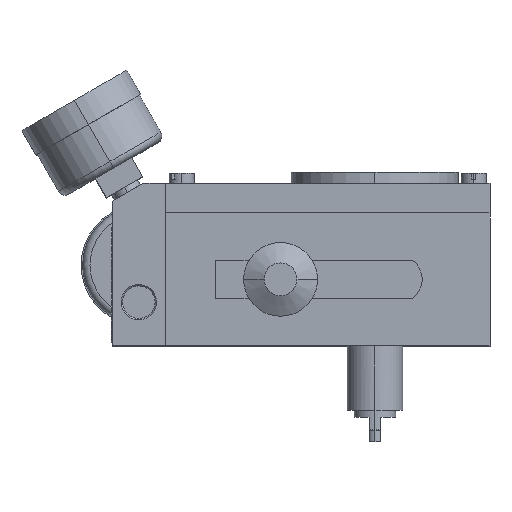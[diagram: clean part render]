
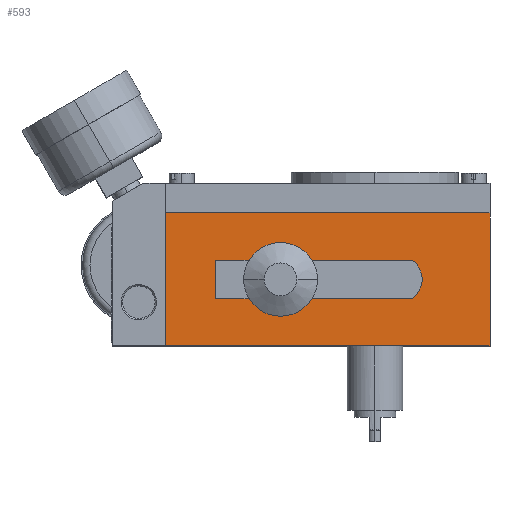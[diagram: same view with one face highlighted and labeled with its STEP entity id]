
A CAD part, top view. The second image highlights one B-rep face of the part: STEP entity #593.
In plain terms, the highlighted planar face has unit normal (0, 0, 1).
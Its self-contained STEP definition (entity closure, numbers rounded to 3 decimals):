
#15 = EDGE_LOOP ( 'NONE', ( #14286, #14290, #10438, #9600, #8239, #12565, #12897, #1028 ) ) ;
#66 = VECTOR ( 'NONE', #6102, 1000. ) ;
#113 = EDGE_LOOP ( 'NONE', ( #9662, #2988, #10512, #1145 ) ) ;
#260 = DIRECTION ( 'NONE',  ( 1., 0., 0. ) ) ;
#330 = VERTEX_POINT ( 'NONE', #13222 ) ;
#426 = EDGE_CURVE ( 'NONE', #6720, #8394, #1955, .T. ) ;
#483 = CARTESIAN_POINT ( 'NONE',  ( -54., -29., 45. ) ) ;
#593 = ADVANCED_FACE ( 'NONE', ( #14329, #2849 ), #5953, .T. ) ;
#773 = CARTESIAN_POINT ( 'NONE',  ( -71., -45., 45. ) ) ;
#805 = LINE ( 'NONE', #7008, #12321 ) ;
#850 = VERTEX_POINT ( 'NONE', #2550 ) ;
#989 = VECTOR ( 'NONE', #13908, 1000. ) ;
#1028 = ORIENTED_EDGE ( 'NONE', *, *, #2542, .F. ) ;
#1108 = VECTOR ( 'NONE', #13700, 1000. ) ;
#1145 = ORIENTED_EDGE ( 'NONE', *, *, #12335, .T. ) ;
#1319 = CARTESIAN_POINT ( 'NONE',  ( 12.664, -29., 45. ) ) ;
#1431 = LINE ( 'NONE', #9456, #10371 ) ;
#1508 = EDGE_CURVE ( 'NONE', #13469, #850, #8320, .T. ) ;
#1543 = CIRCLE ( 'NONE', #6512, 12.5 ) ;
#1639 = DIRECTION ( 'NONE',  ( 1., 0., 0. ) ) ;
#1955 = CIRCLE ( 'NONE', #9718, 12.5 ) ;
#2032 = CARTESIAN_POINT ( 'NONE',  ( -54., -29., 45. ) ) ;
#2292 = VERTEX_POINT ( 'NONE', #2032 ) ;
#2542 = EDGE_CURVE ( 'NONE', #8394, #4484, #805, .T. ) ;
#2550 = CARTESIAN_POINT ( 'NONE',  ( -54., -16., 45. ) ) ;
#2783 = EDGE_CURVE ( 'NONE', #4484, #7346, #9190, .T. ) ;
#2849 = FACE_BOUND ( 'NONE', #15, .T. ) ;
#2988 = ORIENTED_EDGE ( 'NONE', *, *, #10688, .F. ) ;
#3722 = EDGE_CURVE ( 'NONE', #7346, #10136, #7798, .T. ) ;
#4484 = VERTEX_POINT ( 'NONE', #1319 ) ;
#4570 = CARTESIAN_POINT ( 'NONE',  ( 12.664, -16., 45. ) ) ;
#4834 = AXIS2_PLACEMENT_3D ( 'NONE', #5553, #13302, #6656 ) ;
#5106 = CARTESIAN_POINT ( 'NONE',  ( -71., -45., 45. ) ) ;
#5369 = DIRECTION ( 'NONE',  ( 0., 1., 0. ) ) ;
#5442 = VERTEX_POINT ( 'NONE', #13968 ) ;
#5553 = CARTESIAN_POINT ( 'NONE',  ( 8., -22.5, 45. ) ) ;
#5618 = CARTESIAN_POINT ( 'NONE',  ( -21.323, -29., 45. ) ) ;
#5735 = AXIS2_PLACEMENT_3D ( 'NONE', #5106, #6366, #7471 ) ;
#5797 = LINE ( 'NONE', #13592, #8040 ) ;
#5953 = PLANE ( 'NONE',  #5735 ) ;
#6102 = DIRECTION ( 'NONE',  ( -1., 0., 0. ) ) ;
#6327 = DIRECTION ( 'NONE',  ( 0., 0., 1. ) ) ;
#6366 = DIRECTION ( 'NONE',  ( 0., 0., 1. ) ) ;
#6512 = AXIS2_PLACEMENT_3D ( 'NONE', #12977, #6327, #14086 ) ;
#6656 = DIRECTION ( 'NONE',  ( 1., 0., 0. ) ) ;
#6694 = EDGE_CURVE ( 'NONE', #10318, #330, #5797, .T. ) ;
#6706 = CARTESIAN_POINT ( 'NONE',  ( -42.677, -16., 45. ) ) ;
#6720 = VERTEX_POINT ( 'NONE', #13648 ) ;
#6802 = LINE ( 'NONE', #7260, #9400 ) ;
#7008 = CARTESIAN_POINT ( 'NONE',  ( -54., -29., 45. ) ) ;
#7061 = EDGE_CURVE ( 'NONE', #10136, #13469, #1543, .T. ) ;
#7067 = CARTESIAN_POINT ( 'NONE',  ( -54., -16., 45. ) ) ;
#7260 = CARTESIAN_POINT ( 'NONE',  ( -54., -16., 45. ) ) ;
#7346 = VERTEX_POINT ( 'NONE', #4570 ) ;
#7471 = DIRECTION ( 'NONE',  ( 1., 0., 0. ) ) ;
#7589 = VERTEX_POINT ( 'NONE', #13923 ) ;
#7798 = LINE ( 'NONE', #7067, #1108 ) ;
#8040 = VECTOR ( 'NONE', #8074, 1000. ) ;
#8074 = DIRECTION ( 'NONE',  ( 1., 0., 0. ) ) ;
#8082 = EDGE_CURVE ( 'NONE', #2292, #6720, #13216, .T. ) ;
#8239 = ORIENTED_EDGE ( 'NONE', *, *, #7061, .F. ) ;
#8320 = LINE ( 'NONE', #12750, #66 ) ;
#8358 = DIRECTION ( 'NONE',  ( 0., -1., 0. ) ) ;
#8394 = VERTEX_POINT ( 'NONE', #5618 ) ;
#8521 = CARTESIAN_POINT ( 'NONE',  ( -32., -22.5, 45. ) ) ;
#8697 = DIRECTION ( 'NONE',  ( 0., 1., 0. ) ) ;
#9190 = CIRCLE ( 'NONE', #4834, 8. ) ;
#9400 = VECTOR ( 'NONE', #8358, 1000. ) ;
#9456 = CARTESIAN_POINT ( 'NONE',  ( -71., -45., 45. ) ) ;
#9600 = ORIENTED_EDGE ( 'NONE', *, *, #1508, .F. ) ;
#9661 = EDGE_CURVE ( 'NONE', #5442, #7589, #1431, .T. ) ;
#9662 = ORIENTED_EDGE ( 'NONE', *, *, #6694, .F. ) ;
#9718 = AXIS2_PLACEMENT_3D ( 'NONE', #8521, #12903, #12859 ) ;
#10113 = CARTESIAN_POINT ( 'NONE',  ( -71., 0., 45. ) ) ;
#10136 = VERTEX_POINT ( 'NONE', #12006 ) ;
#10318 = VERTEX_POINT ( 'NONE', #10113 ) ;
#10371 = VECTOR ( 'NONE', #1639, 1000. ) ;
#10438 = ORIENTED_EDGE ( 'NONE', *, *, #14293, .F. ) ;
#10510 = VECTOR ( 'NONE', #5369, 1000. ) ;
#10512 = ORIENTED_EDGE ( 'NONE', *, *, #9661, .T. ) ;
#10688 = EDGE_CURVE ( 'NONE', #5442, #10318, #13452, .T. ) ;
#12006 = CARTESIAN_POINT ( 'NONE',  ( -21.323, -16., 45. ) ) ;
#12321 = VECTOR ( 'NONE', #260, 1000. ) ;
#12335 = EDGE_CURVE ( 'NONE', #7589, #330, #13282, .T. ) ;
#12565 = ORIENTED_EDGE ( 'NONE', *, *, #3722, .F. ) ;
#12750 = CARTESIAN_POINT ( 'NONE',  ( -54., -16., 45. ) ) ;
#12859 = DIRECTION ( 'NONE',  ( 1., 0., 0. ) ) ;
#12897 = ORIENTED_EDGE ( 'NONE', *, *, #2783, .F. ) ;
#12903 = DIRECTION ( 'NONE',  ( 0., 0., 1. ) ) ;
#12937 = VECTOR ( 'NONE', #8697, 1000. ) ;
#12977 = CARTESIAN_POINT ( 'NONE',  ( -32., -22.5, 45. ) ) ;
#13125 = CARTESIAN_POINT ( 'NONE',  ( 39., -45., 45. ) ) ;
#13216 = LINE ( 'NONE', #483, #989 ) ;
#13222 = CARTESIAN_POINT ( 'NONE',  ( 39., 0., 45. ) ) ;
#13282 = LINE ( 'NONE', #13125, #12937 ) ;
#13302 = DIRECTION ( 'NONE',  ( 0., 0., 1. ) ) ;
#13452 = LINE ( 'NONE', #773, #10510 ) ;
#13469 = VERTEX_POINT ( 'NONE', #6706 ) ;
#13592 = CARTESIAN_POINT ( 'NONE',  ( -71., 0., 45. ) ) ;
#13648 = CARTESIAN_POINT ( 'NONE',  ( -42.677, -29., 45. ) ) ;
#13700 = DIRECTION ( 'NONE',  ( -1., 0., 0. ) ) ;
#13908 = DIRECTION ( 'NONE',  ( 1., 0., 0. ) ) ;
#13923 = CARTESIAN_POINT ( 'NONE',  ( 39., -45., 45. ) ) ;
#13968 = CARTESIAN_POINT ( 'NONE',  ( -71., -45., 45. ) ) ;
#14086 = DIRECTION ( 'NONE',  ( 1., 0., 0. ) ) ;
#14286 = ORIENTED_EDGE ( 'NONE', *, *, #426, .F. ) ;
#14290 = ORIENTED_EDGE ( 'NONE', *, *, #8082, .F. ) ;
#14293 = EDGE_CURVE ( 'NONE', #850, #2292, #6802, .T. ) ;
#14329 = FACE_OUTER_BOUND ( 'NONE', #113, .T. ) ;
